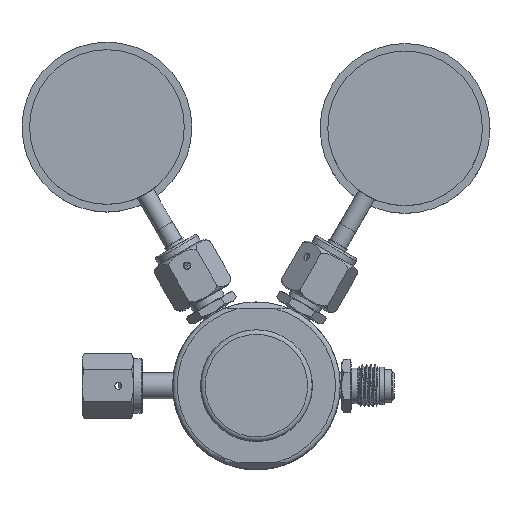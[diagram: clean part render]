
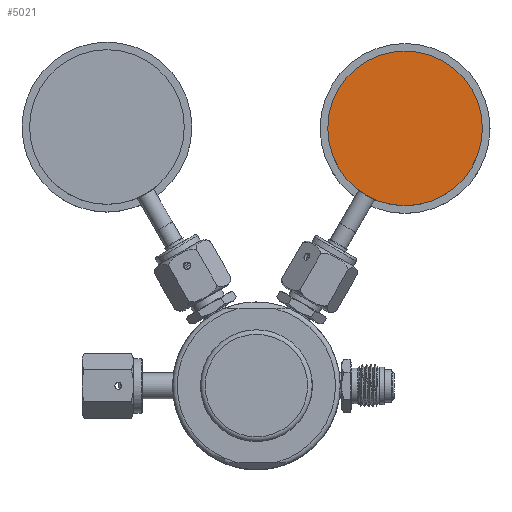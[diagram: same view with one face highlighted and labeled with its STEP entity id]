
A CAD part, top view. The second image highlights one B-rep face of the part: STEP entity #5021.
In plain terms, the highlighted face is planar.
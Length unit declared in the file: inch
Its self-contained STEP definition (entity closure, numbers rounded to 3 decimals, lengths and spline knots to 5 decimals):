
#391=PLANE($,#5599);
#1339=FACE_OUTER_BOUND($,#1801,.T.);
#1801=EDGE_LOOP($,(#2984,#2985));
#2984=ORIENTED_EDGE($,*,*,#3648,.T.);
#2985=ORIENTED_EDGE($,*,*,#3665,.T.);
#3648=EDGE_CURVE($,#4130,#4131,#4417,.T.);
#3665=EDGE_CURVE($,#4131,#4130,#4426,.T.);
#4130=VERTEX_POINT($,#13160);
#4131=VERTEX_POINT($,#13161);
#4417=CIRCLE($,#5584,1.0375);
#4426=CIRCLE($,#5598,1.0375);
#5021=ADVANCED_FACE($,(#1339),#391,.T.);
#5584=AXIS2_PLACEMENT_3D($,#13162,#6830,#6831);
#5598=AXIS2_PLACEMENT_3D($,#13196,#6866,#6867);
#5599=AXIS2_PLACEMENT_3D($,#13197,#6868,#6869);
#6830=DIRECTION('center_axis',(1.,0.,0.));
#6831=DIRECTION('ref_axis',(0.,1.,0.));
#6866=DIRECTION('center_axis',(1.,0.,0.));
#6867=DIRECTION('ref_axis',(0.,1.,0.));
#6868=DIRECTION('center_axis',(1.,0.,0.));
#6869=DIRECTION('ref_axis',(0.,0.,-1.));
#13160=CARTESIAN_POINT('',(0.61,1.0375,0.));
#13161=CARTESIAN_POINT('',(0.61,-1.0375,0.));
#13162=CARTESIAN_POINT('Origin',(0.61,0.,0.));
#13196=CARTESIAN_POINT('Origin',(0.61,0.,0.));
#13197=CARTESIAN_POINT('Origin',(0.61,0.51875,0.));
